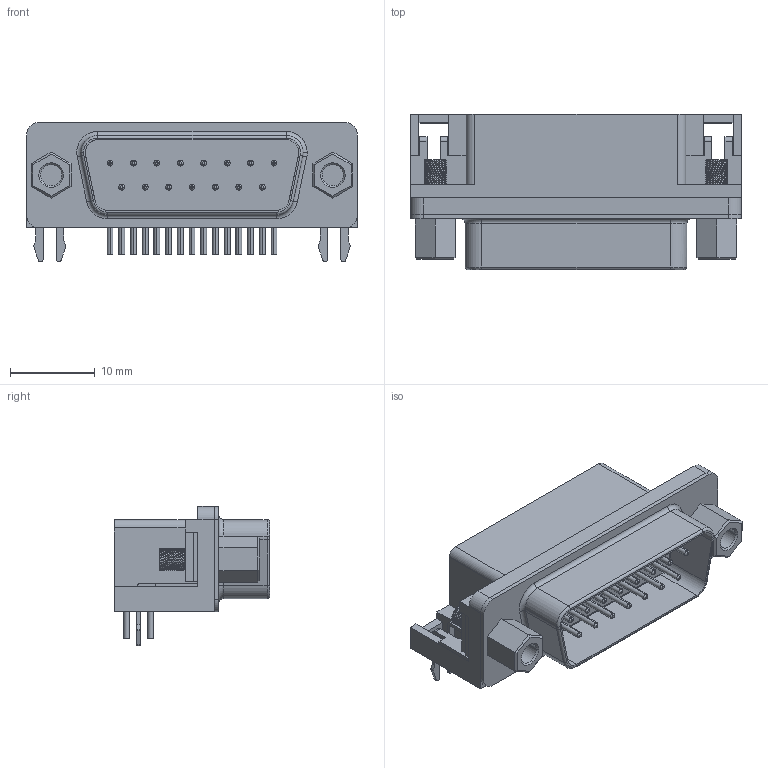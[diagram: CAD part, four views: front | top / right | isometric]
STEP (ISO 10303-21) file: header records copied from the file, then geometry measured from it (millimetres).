
FILE_DESCRIPTION (( 'STEP AP214' ), '1' );
FILE_NAME ('DSUB-TH_D-SUB-DR-15PCG-AB.STEP', '2024-06-18T00:09:16', ( '个人用户' ), ( '微软中国' ), 'SwSTEP 2.0', 'SolidWorks 2020', '' );
FILE_SCHEMA (( 'AUTOMOTIVE_DESIGN' ));
Length unit declared in the file: millimetre
Products named in the file (1): DSUB-TH_D-SUB-DR-15PCG-AB
Bounding box: 39.14 x 18.36 x 16.46 mm (x, y, z)
Volume: 4349.3 mm3; surface area: 5501.5 mm2
Topology: 6 solids, 6 shells, 715 faces, 1866 edges, 1223 vertices
Faces by surface type: plane 365, cylinder 204, bspline 102, cone 34, torus 10
Entity records: 37391 total; most frequent: CARTESIAN_POINT 12675, ORIENTED_EDGE 3732, DIRECTION 3079, EDGE_CURVE 1866, VERTEX_POINT 1223, VECTOR 1197, LINE 1197, AXIS2_PLACEMENT_3D 941
